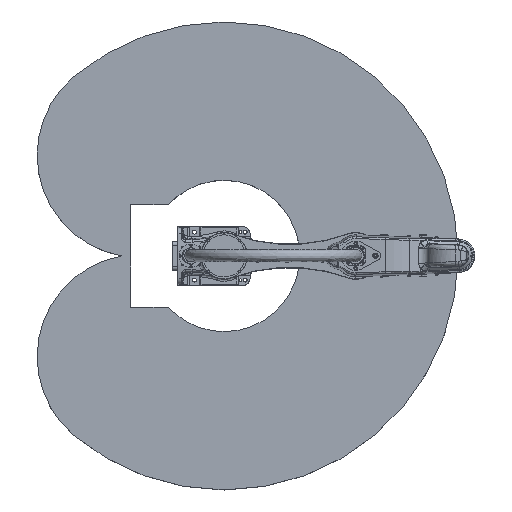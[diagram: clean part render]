
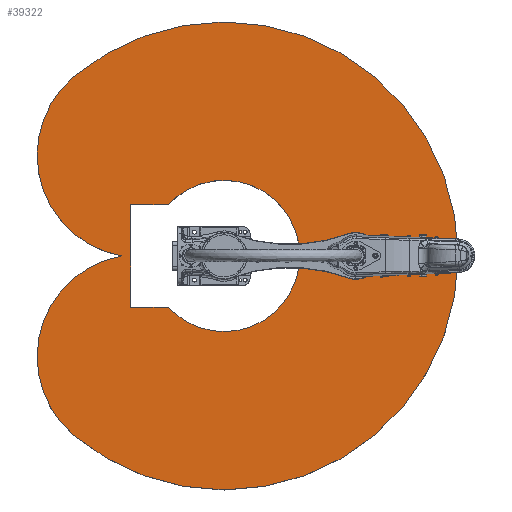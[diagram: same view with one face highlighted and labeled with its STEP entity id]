
A CAD part, top view. The second image highlights one B-rep face of the part: STEP entity #39322.
In plain terms, the highlighted planar face has unit normal (0, 0, 1).
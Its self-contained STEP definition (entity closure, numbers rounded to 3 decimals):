
#2132=FACE_BOUND('',#12613,.T.);
#4427=LINE('',#80504,#6376);
#4431=LINE('',#80511,#6380);
#4434=LINE('',#80517,#6383);
#6376=VECTOR('',#53357,10.);
#6380=VECTOR('',#53363,10.);
#6383=VECTOR('',#53368,10.);
#7477=PLANE('',#43630);
#9737=FACE_OUTER_BOUND('',#12612,.T.);
#12612=EDGE_LOOP('',(#33399,#33400,#33401));
#12613=EDGE_LOOP('',(#33402,#33403,#33404,#33405));
#14655=CIRCLE('',#43631,350.);
#14656=CIRCLE('',#43632,800.);
#14657=CIRCLE('',#43633,350.);
#14658=CIRCLE('',#43634,258.78);
#18312=VERTEX_POINT('',#80501);
#18313=VERTEX_POINT('',#80503);
#18315=VERTEX_POINT('',#80508);
#18317=VERTEX_POINT('',#80515);
#18318=VERTEX_POINT('',#80519);
#18319=VERTEX_POINT('',#80520);
#18320=VERTEX_POINT('',#80522);
#23395=EDGE_CURVE('',#18313,#18312,#4427,.T.);
#23399=EDGE_CURVE('',#18315,#18313,#4431,.T.);
#23402=EDGE_CURVE('',#18312,#18317,#4434,.T.);
#23403=EDGE_CURVE('',#18318,#18319,#14655,.T.);
#23404=EDGE_CURVE('',#18319,#18320,#14656,.T.);
#23405=EDGE_CURVE('',#18320,#18318,#14657,.T.);
#23406=EDGE_CURVE('',#18315,#18317,#14658,.T.);
#33399=ORIENTED_EDGE('',*,*,#23403,.T.);
#33400=ORIENTED_EDGE('',*,*,#23404,.T.);
#33401=ORIENTED_EDGE('',*,*,#23405,.T.);
#33402=ORIENTED_EDGE('',*,*,#23399,.T.);
#33403=ORIENTED_EDGE('',*,*,#23395,.T.);
#33404=ORIENTED_EDGE('',*,*,#23402,.T.);
#33405=ORIENTED_EDGE('',*,*,#23406,.F.);
#39322=ADVANCED_FACE('',(#9737,#2132),#7477,.T.);
#43630=AXIS2_PLACEMENT_3D('',#80518,#53369,#53370);
#43631=AXIS2_PLACEMENT_3D('',#80521,#53371,#53372);
#43632=AXIS2_PLACEMENT_3D('',#80523,#53373,#53374);
#43633=AXIS2_PLACEMENT_3D('',#80524,#53375,#53376);
#43634=AXIS2_PLACEMENT_3D('',#80525,#53377,#53378);
#53357=DIRECTION('',(0.,1.,0.));
#53363=DIRECTION('',(-1.,0.,0.));
#53368=DIRECTION('',(1.,0.,0.));
#53369=DIRECTION('center_axis',(0.,0.,1.));
#53370=DIRECTION('ref_axis',(1.,0.,0.));
#53371=DIRECTION('center_axis',(0.,0.,1.));
#53372=DIRECTION('ref_axis',(0.173,-0.985,0.));
#53373=DIRECTION('center_axis',(0.,0.,1.));
#53374=DIRECTION('ref_axis',(0.643,0.766,0.));
#53375=DIRECTION('center_axis',(0.,0.,1.));
#53376=DIRECTION('ref_axis',(0.643,-0.766,0.));
#53377=DIRECTION('center_axis',(0.,0.,1.));
#53378=DIRECTION('ref_axis',(-1.,0.,0.));
#80501=CARTESIAN_POINT('',(-320.,175.,150.));
#80503=CARTESIAN_POINT('',(-320.,-175.,150.));
#80504=CARTESIAN_POINT('',(-320.,-87.5,150.));
#80508=CARTESIAN_POINT('',(-190.636,-175.,150.));
#80511=CARTESIAN_POINT('',(46.316,-175.,150.));
#80515=CARTESIAN_POINT('',(-190.636,175.,150.));
#80517=CARTESIAN_POINT('',(-151.184,175.,150.));
#80518=CARTESIAN_POINT('Origin',(17.632,0.,
150.));
#80519=CARTESIAN_POINT('',(-349.819,0.,150.));
#80520=CARTESIAN_POINT('',(-514.23,-612.836,150.));
#80521=CARTESIAN_POINT('Origin',(-289.254,-344.72,150.));
#80522=CARTESIAN_POINT('',(-514.23,612.836,150.));
#80523=CARTESIAN_POINT('Origin',(0.,0.,150.));
#80524=CARTESIAN_POINT('Origin',(-289.254,344.72,150.));
#80525=CARTESIAN_POINT('Origin',(0.,0.,150.));
